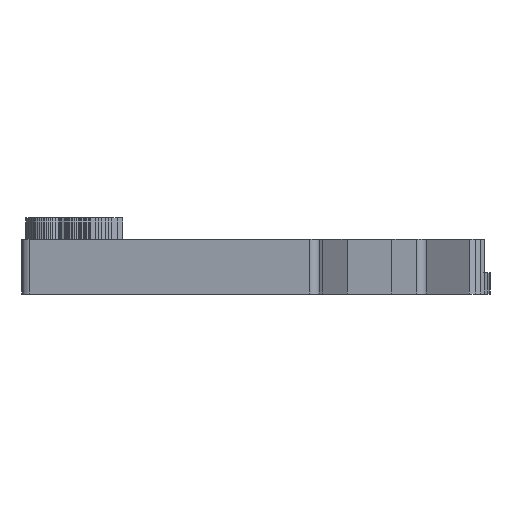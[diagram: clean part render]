
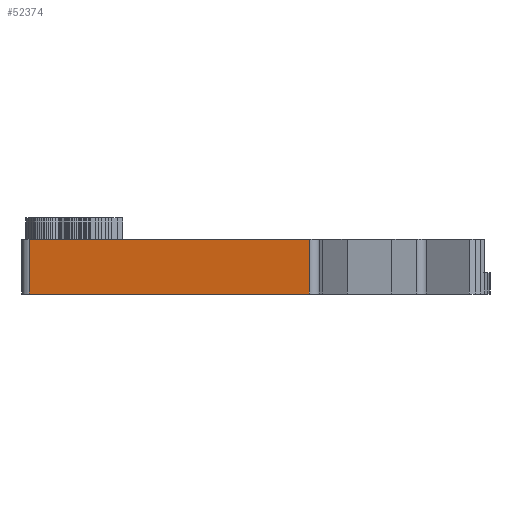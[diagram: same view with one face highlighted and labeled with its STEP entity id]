
A CAD part, left-side view. The second image highlights one B-rep face of the part: STEP entity #52374.
In plain terms, the highlighted planar face has unit normal (-0.986, 0.166, 0).
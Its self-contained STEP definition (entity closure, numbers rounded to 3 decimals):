
#2624=PLANE('',#54974);
#5136=FACE_OUTER_BOUND('',#7783,.T.);
#7783=EDGE_LOOP('',(#49808,#49809,#49810,#49811));
#9708=LINE('',#71425,#17068);
#11168=LINE('',#74379,#18528);
#15143=LINE('',#82404,#22503);
#15144=LINE('',#82406,#22504);
#17068=VECTOR('',#58277,10.);
#18528=VECTOR('',#59781,10.);
#22503=VECTOR('',#67500,10.);
#22504=VECTOR('',#67503,10.);
#23880=VERTEX_POINT('',#71422);
#23881=VERTEX_POINT('',#71424);
#25352=VERTEX_POINT('',#74376);
#25353=VERTEX_POINT('',#74378);
#29475=EDGE_CURVE('',#23881,#23880,#9708,.T.);
#30953=EDGE_CURVE('',#25352,#25353,#11168,.T.);
#34960=EDGE_CURVE('',#23880,#25353,#15143,.T.);
#34961=EDGE_CURVE('',#23881,#25352,#15144,.T.);
#49808=ORIENTED_EDGE('',*,*,#29475,.T.);
#49809=ORIENTED_EDGE('',*,*,#34960,.T.);
#49810=ORIENTED_EDGE('',*,*,#30953,.F.);
#49811=ORIENTED_EDGE('',*,*,#34961,.F.);
#52374=ADVANCED_FACE('',(#5136),#2624,.T.);
#54974=AXIS2_PLACEMENT_3D('',#82405,#67501,#67502);
#58277=DIRECTION('',(-0.166,-0.986,0.));
#59781=DIRECTION('',(-0.166,-0.986,0.));
#67500=DIRECTION('',(0.,0.,1.));
#67501=DIRECTION('center_axis',(-0.986,0.166,0.));
#67502=DIRECTION('ref_axis',(-0.166,-0.986,0.));
#67503=DIRECTION('',(0.,0.,1.));
#71422=CARTESIAN_POINT('',(23.147,-90.062,0.));
#71424=CARTESIAN_POINT('',(34.344,-23.702,0.));
#71425=CARTESIAN_POINT('',(34.344,-23.702,0.));
#74376=CARTESIAN_POINT('',(34.344,-23.702,13.));
#74378=CARTESIAN_POINT('',(23.147,-90.062,13.));
#74379=CARTESIAN_POINT('',(34.344,-23.702,13.));
#82404=CARTESIAN_POINT('',(23.147,-90.062,0.));
#82405=CARTESIAN_POINT('Origin',(34.344,-23.702,0.));
#82406=CARTESIAN_POINT('',(34.344,-23.702,0.));
